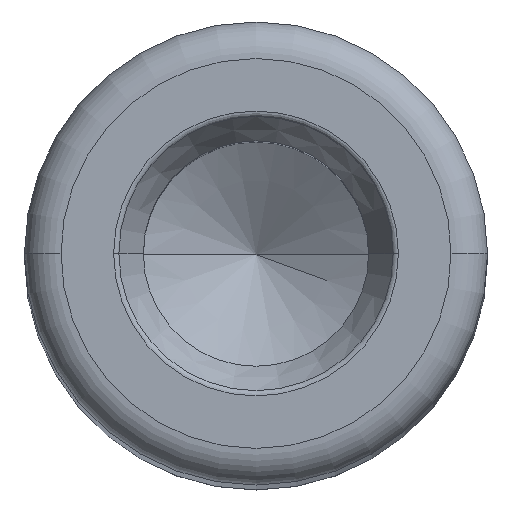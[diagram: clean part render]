
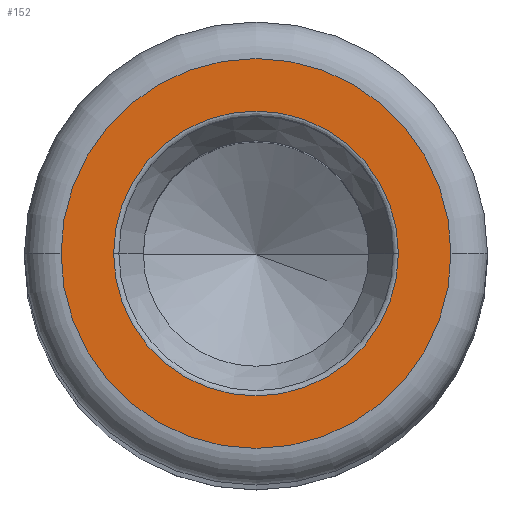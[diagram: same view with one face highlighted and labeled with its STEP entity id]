
A CAD part, top view. The second image highlights one B-rep face of the part: STEP entity #152.
In plain terms, the highlighted planar face has unit normal (0, 0, 1).
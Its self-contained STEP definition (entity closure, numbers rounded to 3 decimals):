
#1 = DIRECTION ( 'NONE',  ( 1., 0., 0. ) ) ;
#25 = DIRECTION ( 'NONE',  ( 0., 0., -1. ) ) ;
#46 = EDGE_LOOP ( 'NONE', ( #669, #57 ) ) ;
#48 = VERTEX_POINT ( 'NONE', #674 ) ;
#57 = ORIENTED_EDGE ( 'NONE', *, *, #120, .T. ) ;
#84 = DIRECTION ( 'NONE',  ( 0., 0., 1. ) ) ;
#86 = AXIS2_PLACEMENT_3D ( 'NONE', #228, #277, #333 ) ;
#101 = CARTESIAN_POINT ( 'NONE',  ( 0., 0., 240. ) ) ;
#120 = EDGE_CURVE ( 'NONE', #571, #300, #336, .T. ) ;
#134 = CIRCLE ( 'NONE', #640, 11.689 ) ;
#143 = CARTESIAN_POINT ( 'NONE',  ( 0., 0., 240. ) ) ;
#152 = ADVANCED_FACE ( 'NONE', ( #633, #507 ), #171, .T. ) ;
#170 = CARTESIAN_POINT ( 'NONE',  ( 0., 0., 240. ) ) ;
#171 = PLANE ( 'NONE',  #676 ) ;
#228 = CARTESIAN_POINT ( 'NONE',  ( 0., 0., 240. ) ) ;
#277 = DIRECTION ( 'NONE',  ( 0., 0., 1. ) ) ;
#291 = CIRCLE ( 'NONE', #757, 16. ) ;
#300 = VERTEX_POINT ( 'NONE', #494 ) ;
#314 = DIRECTION ( 'NONE',  ( 0., 0., 1. ) ) ;
#322 = EDGE_CURVE ( 'NONE', #300, #571, #291, .T. ) ;
#329 = EDGE_CURVE ( 'NONE', #724, #48, #134, .T. ) ;
#333 = DIRECTION ( 'NONE',  ( 1., 0., 0. ) ) ;
#336 = CIRCLE ( 'NONE', #86, 16. ) ;
#375 = DIRECTION ( 'NONE',  ( 1., 0., 0. ) ) ;
#411 = CIRCLE ( 'NONE', #517, 11.689 ) ;
#425 = EDGE_LOOP ( 'NONE', ( #684, #475 ) ) ;
#440 = CARTESIAN_POINT ( 'NONE',  ( 0., 0., 240. ) ) ;
#475 = ORIENTED_EDGE ( 'NONE', *, *, #683, .T. ) ;
#494 = CARTESIAN_POINT ( 'NONE',  ( 16., 0., 240. ) ) ;
#507 = FACE_OUTER_BOUND ( 'NONE', #46, .T. ) ;
#517 = AXIS2_PLACEMENT_3D ( 'NONE', #143, #25, #667 ) ;
#542 = CARTESIAN_POINT ( 'NONE',  ( 11.689, 0., 240. ) ) ;
#554 = DIRECTION ( 'NONE',  ( 1., 0., 0. ) ) ;
#571 = VERTEX_POINT ( 'NONE', #711 ) ;
#624 = DIRECTION ( 'NONE',  ( 0., 0., -1. ) ) ;
#633 = FACE_BOUND ( 'NONE', #425, .T. ) ;
#640 = AXIS2_PLACEMENT_3D ( 'NONE', #170, #624, #1 ) ;
#667 = DIRECTION ( 'NONE',  ( 1., 0., 0. ) ) ;
#669 = ORIENTED_EDGE ( 'NONE', *, *, #322, .T. ) ;
#674 = CARTESIAN_POINT ( 'NONE',  ( -11.689, 0., 240. ) ) ;
#676 = AXIS2_PLACEMENT_3D ( 'NONE', #101, #84, #554 ) ;
#683 = EDGE_CURVE ( 'NONE', #48, #724, #411, .T. ) ;
#684 = ORIENTED_EDGE ( 'NONE', *, *, #329, .T. ) ;
#711 = CARTESIAN_POINT ( 'NONE',  ( -16., 0., 240. ) ) ;
#724 = VERTEX_POINT ( 'NONE', #542 ) ;
#757 = AXIS2_PLACEMENT_3D ( 'NONE', #440, #314, #375 ) ;
